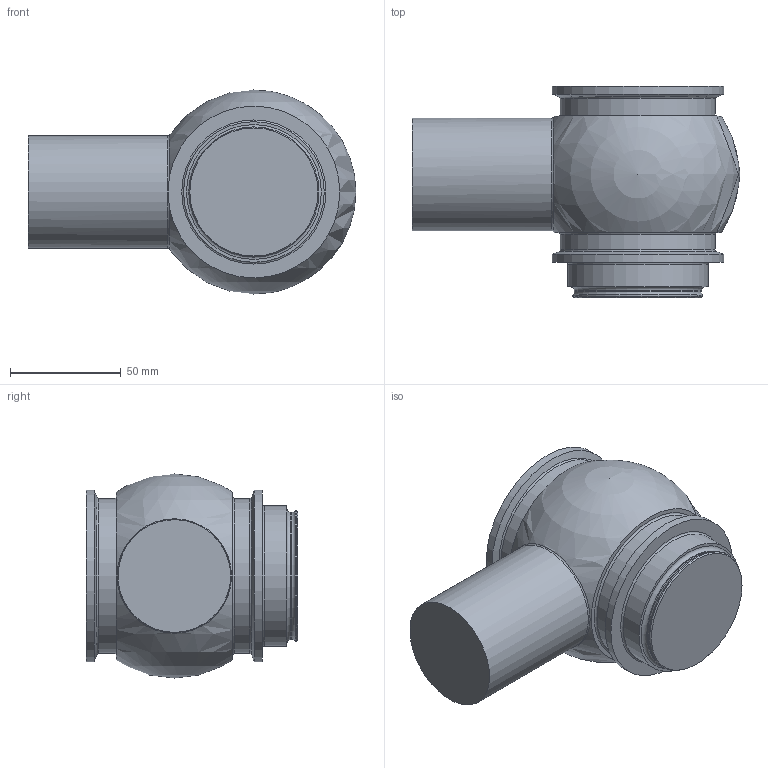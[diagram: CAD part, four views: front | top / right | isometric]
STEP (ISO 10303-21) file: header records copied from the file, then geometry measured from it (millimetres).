
FILE_DESCRIPTION(/* description */ ('STEP AP203'),/* implementation_level */ '2;1');
FILE_NAME(/* name */ '111231.STEP',/* time_stamp */ '2021-04-22T11:29:33+06:00',/* author */ ('H7M44K'),/* organization */ (''),/* preprocessor_version */ 'ST-DEVELOPER v18.1',/* originating_system */ 'Autodesk Inventor 2020',/* authorisation */ '');
FILE_SCHEMA (('AUTOMOTIVE_DESIGN { 1 0 10303 214 3 1 1 }'));
Length unit declared in the file: inch
Products named in the file (1): 111231
Bounding box: 147.88 x 95.45 x 92.05 mm (x, y, z)
Volume: 591293.4 mm3; surface area: 46042.3 mm2
Topology: 1 solids, 1 shells, 26 faces, 69 edges, 50 vertices
Faces by surface type: cylinder 8, torus 7, plane 7, cone 3, sphere 1
Full cylindrical faces by diameter (mm): 50.8 x1, 57.277 x1, 58.725 x1, 63.398 x1, 69.952 x2, 77.47 x2
Entity records: 898 total; most frequent: DIRECTION 177, CARTESIAN_POINT 144, ORIENTED_EDGE 134, AXIS2_PLACEMENT_3D 83, EDGE_CURVE 67, CIRCLE 56, VERTEX_POINT 50, EDGE_LOOP 33
